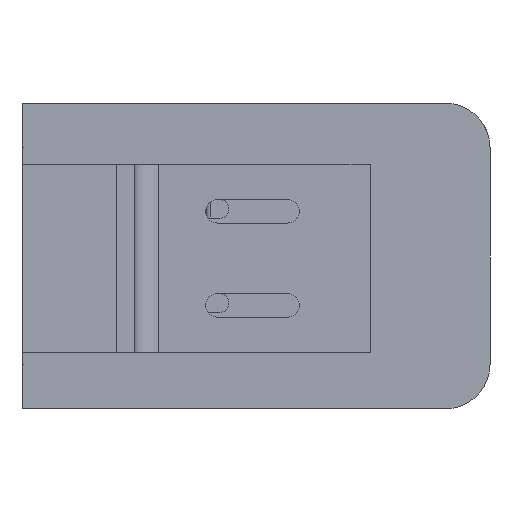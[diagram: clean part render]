
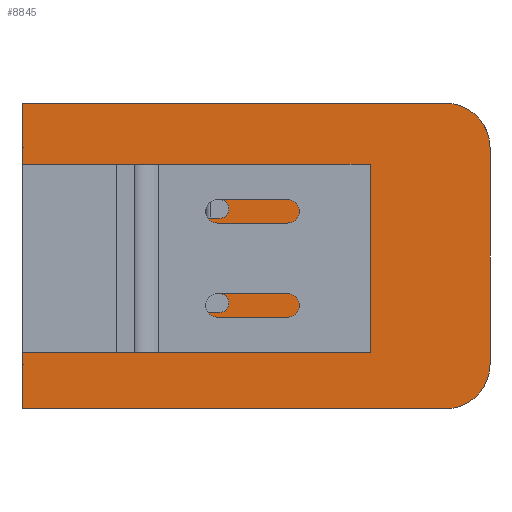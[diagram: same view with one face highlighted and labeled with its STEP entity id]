
A CAD part, front view. The second image highlights one B-rep face of the part: STEP entity #8845.
In plain terms, the highlighted planar face has unit normal (0, -1, 0).
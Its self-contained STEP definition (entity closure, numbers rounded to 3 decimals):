
#84 = CARTESIAN_POINT ( 'NONE',  ( -10.864, 152.889, 115.027 ) ) ;
#85 = ORIENTED_EDGE ( 'NONE', *, *, #1631, .F. ) ;
#129 = EDGE_CURVE ( 'NONE', #3338, #7204, #4901, .T. ) ;
#196 = ORIENTED_EDGE ( 'NONE', *, *, #10185, .T. ) ;
#349 = ORIENTED_EDGE ( 'NONE', *, *, #5874, .T. ) ;
#391 = VERTEX_POINT ( 'NONE', #2370 ) ;
#448 = CARTESIAN_POINT ( 'NONE',  ( -106.864, 152.889, 141.027 ) ) ;
#461 = DIRECTION ( 'NONE',  ( 0., 0., -1. ) ) ;
#588 = ORIENTED_EDGE ( 'NONE', *, *, #4395, .T. ) ;
#602 = EDGE_LOOP ( 'NONE', ( #349, #4721, #1911, #10180 ) ) ;
#617 = DIRECTION ( 'NONE',  ( 0., 1., 0. ) ) ;
#619 = CARTESIAN_POINT ( 'NONE',  ( -106.864, 152.889, 137.027 ) ) ;
#661 = DIRECTION ( 'NONE',  ( 0., -1., 0. ) ) ;
#707 = CARTESIAN_POINT ( 'NONE',  ( -106.864, 152.889, 185.027 ) ) ;
#811 = DIRECTION ( 'NONE',  ( 0., -1., 0. ) ) ;
#914 = CARTESIAN_POINT ( 'NONE',  ( -106.864, 152.889, 177.027 ) ) ;
#968 = DIRECTION ( 'NONE',  ( 0., 0., -1. ) ) ;
#1010 = AXIS2_PLACEMENT_3D ( 'NONE', #10077, #661, #8361 ) ;
#1057 = CIRCLE ( 'NONE', #6320, 19. ) ;
#1144 = DIRECTION ( 'NONE',  ( 1., 0., 0. ) ) ;
#1186 = AXIS2_PLACEMENT_3D ( 'NONE', #4416, #617, #7000 ) ;
#1331 = EDGE_CURVE ( 'NONE', #10112, #1801, #1809, .T. ) ;
#1339 = VERTEX_POINT ( 'NONE', #6043 ) ;
#1576 = CARTESIAN_POINT ( 'NONE',  ( -106.864, 152.889, 177.027 ) ) ;
#1631 = EDGE_CURVE ( 'NONE', #3451, #9852, #2767, .T. ) ;
#1750 = CARTESIAN_POINT ( 'NONE',  ( -190.864, 152.889, 226.027 ) ) ;
#1772 = CARTESIAN_POINT ( 'NONE',  ( -146.864, 152.889, 185.027 ) ) ;
#1796 = LINE ( 'NONE', #4928, #2336 ) ;
#1801 = VERTEX_POINT ( 'NONE', #6890 ) ;
#1809 = LINE ( 'NONE', #2688, #6600 ) ;
#1911 = ORIENTED_EDGE ( 'NONE', *, *, #6559, .T. ) ;
#2336 = VECTOR ( 'NONE', #4103, 1000. ) ;
#2370 = CARTESIAN_POINT ( 'NONE',  ( -146.864, 152.889, 177.027 ) ) ;
#2688 = CARTESIAN_POINT ( 'NONE',  ( -106.864, 152.889, 137.027 ) ) ;
#2767 = LINE ( 'NONE', #8399, #5752 ) ;
#2840 = CARTESIAN_POINT ( 'NONE',  ( -106.864, 152.889, 185.027 ) ) ;
#3308 = VERTEX_POINT ( 'NONE', #3930 ) ;
#3311 = VECTOR ( 'NONE', #9615, 1000. ) ;
#3315 = CARTESIAN_POINT ( 'NONE',  ( 8.136, 152.889, 96.027 ) ) ;
#3338 = VERTEX_POINT ( 'NONE', #6303 ) ;
#3343 = LINE ( 'NONE', #6483, #3311 ) ;
#3451 = VERTEX_POINT ( 'NONE', #9688 ) ;
#3475 = CIRCLE ( 'NONE', #8927, 4. ) ;
#3539 = DIRECTION ( 'NONE',  ( 0., 0., -1. ) ) ;
#3564 = DIRECTION ( 'NONE',  ( 0., 0., -1. ) ) ;
#3668 = EDGE_LOOP ( 'NONE', ( #4768, #5304, #7980, #6493 ) ) ;
#3757 = FACE_BOUND ( 'NONE', #3668, .T. ) ;
#3930 = CARTESIAN_POINT ( 'NONE',  ( -106.864, 152.889, 145.027 ) ) ;
#3935 = EDGE_CURVE ( 'NONE', #3338, #1339, #1057, .T. ) ;
#4103 = DIRECTION ( 'NONE',  ( -1., 0., 0. ) ) ;
#4153 = CARTESIAN_POINT ( 'NONE',  ( 138.197, 152.889, 226.027 ) ) ;
#4235 = DIRECTION ( 'NONE',  ( 0., 0., -1. ) ) ;
#4297 = CIRCLE ( 'NONE', #1186, 4. ) ;
#4395 = EDGE_CURVE ( 'NONE', #1339, #9852, #5873, .T. ) ;
#4416 = CARTESIAN_POINT ( 'NONE',  ( -106.864, 152.889, 181.027 ) ) ;
#4501 = VERTEX_POINT ( 'NONE', #707 ) ;
#4507 = VECTOR ( 'NONE', #1144, 1000. ) ;
#4694 = AXIS2_PLACEMENT_3D ( 'NONE', #448, #5190, #3539 ) ;
#4721 = ORIENTED_EDGE ( 'NONE', *, *, #5292, .T. ) ;
#4768 = ORIENTED_EDGE ( 'NONE', *, *, #1331, .T. ) ;
#4901 = LINE ( 'NONE', #3315, #7060 ) ;
#4928 = CARTESIAN_POINT ( 'NONE',  ( 138.197, 152.889, 96.027 ) ) ;
#5027 = AXIS2_PLACEMENT_3D ( 'NONE', #5044, #7322, #968 ) ;
#5044 = CARTESIAN_POINT ( 'NONE',  ( -146.864, 152.889, 181.027 ) ) ;
#5061 = ORIENTED_EDGE ( 'NONE', *, *, #3935, .T. ) ;
#5083 = VERTEX_POINT ( 'NONE', #9288 ) ;
#5190 = DIRECTION ( 'NONE',  ( 0., 1., 0. ) ) ;
#5203 = CIRCLE ( 'NONE', #4694, 4. ) ;
#5292 = EDGE_CURVE ( 'NONE', #391, #5905, #9846, .T. ) ;
#5300 = PLANE ( 'NONE',  #1010 ) ;
#5304 = ORIENTED_EDGE ( 'NONE', *, *, #8611, .T. ) ;
#5331 = CARTESIAN_POINT ( 'NONE',  ( -146.864, 152.889, 145.027 ) ) ;
#5710 = EDGE_CURVE ( 'NONE', #3308, #10112, #5203, .T. ) ;
#5752 = VECTOR ( 'NONE', #8456, 1000. ) ;
#5769 = DIRECTION ( 'NONE',  ( 0., -1., 0. ) ) ;
#5859 = AXIS2_PLACEMENT_3D ( 'NONE', #84, #811, #8769 ) ;
#5873 = LINE ( 'NONE', #4153, #8158 ) ;
#5874 = EDGE_CURVE ( 'NONE', #8966, #391, #8653, .T. ) ;
#5905 = VERTEX_POINT ( 'NONE', #1772 ) ;
#6043 = CARTESIAN_POINT ( 'NONE',  ( -10.864, 152.889, 226.027 ) ) ;
#6303 = CARTESIAN_POINT ( 'NONE',  ( 8.136, 152.889, 207.027 ) ) ;
#6320 = AXIS2_PLACEMENT_3D ( 'NONE', #8321, #5769, #3564 ) ;
#6483 = CARTESIAN_POINT ( 'NONE',  ( -106.864, 152.889, 145.027 ) ) ;
#6493 = ORIENTED_EDGE ( 'NONE', *, *, #5710, .T. ) ;
#6559 = EDGE_CURVE ( 'NONE', #5905, #4501, #8219, .T. ) ;
#6600 = VECTOR ( 'NONE', #9317, 1000. ) ;
#6890 = CARTESIAN_POINT ( 'NONE',  ( -146.864, 152.889, 137.027 ) ) ;
#7000 = DIRECTION ( 'NONE',  ( 0., 0., -1. ) ) ;
#7060 = VECTOR ( 'NONE', #4235, 1000. ) ;
#7140 = DIRECTION ( 'NONE',  ( -1., 0., 0. ) ) ;
#7204 = VERTEX_POINT ( 'NONE', #9474 ) ;
#7322 = DIRECTION ( 'NONE',  ( 0., 1., 0. ) ) ;
#7478 = ORIENTED_EDGE ( 'NONE', *, *, #7778, .F. ) ;
#7536 = DIRECTION ( 'NONE',  ( 0., 1., 0. ) ) ;
#7580 = FACE_BOUND ( 'NONE', #602, .T. ) ;
#7778 = EDGE_CURVE ( 'NONE', #5083, #3451, #1796, .T. ) ;
#7847 = CIRCLE ( 'NONE', #5859, 19. ) ;
#7980 = ORIENTED_EDGE ( 'NONE', *, *, #8515, .T. ) ;
#8158 = VECTOR ( 'NONE', #8307, 1000. ) ;
#8219 = LINE ( 'NONE', #2840, #4507 ) ;
#8307 = DIRECTION ( 'NONE',  ( -1., 0., 0. ) ) ;
#8321 = CARTESIAN_POINT ( 'NONE',  ( -10.864, 152.889, 207.027 ) ) ;
#8361 = DIRECTION ( 'NONE',  ( 0., 0., -1. ) ) ;
#8399 = CARTESIAN_POINT ( 'NONE',  ( -190.864, 152.889, 96.027 ) ) ;
#8456 = DIRECTION ( 'NONE',  ( 0., 0., 1. ) ) ;
#8515 = EDGE_CURVE ( 'NONE', #9296, #3308, #3343, .T. ) ;
#8611 = EDGE_CURVE ( 'NONE', #1801, #9296, #3475, .T. ) ;
#8653 = LINE ( 'NONE', #1576, #9518 ) ;
#8753 = EDGE_CURVE ( 'NONE', #4501, #8966, #4297, .T. ) ;
#8769 = DIRECTION ( 'NONE',  ( 0., 0., -1. ) ) ;
#8845 = ADVANCED_FACE ( 'NONE', ( #3757, #7580, #9151 ), #5300, .T. ) ;
#8927 = AXIS2_PLACEMENT_3D ( 'NONE', #9880, #7536, #461 ) ;
#8966 = VERTEX_POINT ( 'NONE', #914 ) ;
#9151 = FACE_OUTER_BOUND ( 'NONE', #9463, .T. ) ;
#9288 = CARTESIAN_POINT ( 'NONE',  ( -10.864, 152.889, 96.027 ) ) ;
#9296 = VERTEX_POINT ( 'NONE', #5331 ) ;
#9317 = DIRECTION ( 'NONE',  ( -1., 0., 0. ) ) ;
#9463 = EDGE_LOOP ( 'NONE', ( #10169, #5061, #588, #85, #7478, #196 ) ) ;
#9474 = CARTESIAN_POINT ( 'NONE',  ( 8.136, 152.889, 115.027 ) ) ;
#9518 = VECTOR ( 'NONE', #7140, 1000. ) ;
#9615 = DIRECTION ( 'NONE',  ( 1., 0., 0. ) ) ;
#9688 = CARTESIAN_POINT ( 'NONE',  ( -190.864, 152.889, 96.027 ) ) ;
#9846 = CIRCLE ( 'NONE', #5027, 4. ) ;
#9852 = VERTEX_POINT ( 'NONE', #1750 ) ;
#9880 = CARTESIAN_POINT ( 'NONE',  ( -146.864, 152.889, 141.027 ) ) ;
#10077 = CARTESIAN_POINT ( 'NONE',  ( 138.197, 152.889, 96.027 ) ) ;
#10112 = VERTEX_POINT ( 'NONE', #619 ) ;
#10169 = ORIENTED_EDGE ( 'NONE', *, *, #129, .F. ) ;
#10180 = ORIENTED_EDGE ( 'NONE', *, *, #8753, .T. ) ;
#10185 = EDGE_CURVE ( 'NONE', #5083, #7204, #7847, .T. ) ;
